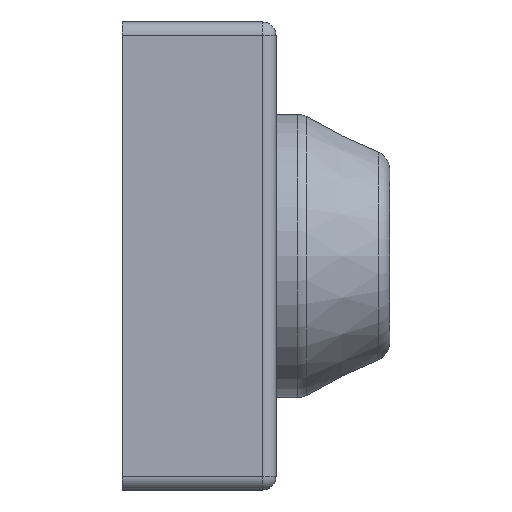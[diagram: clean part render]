
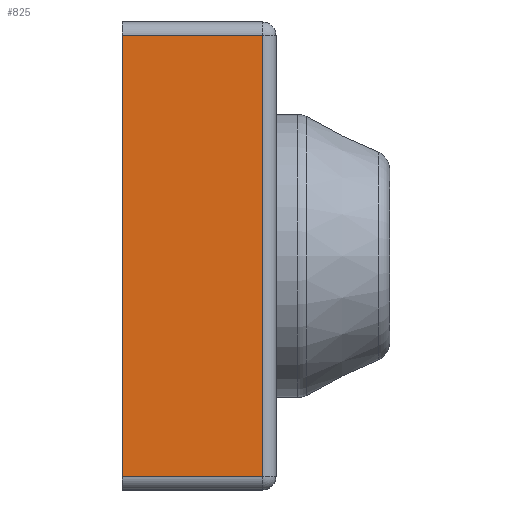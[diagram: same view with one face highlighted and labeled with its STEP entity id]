
A CAD part, left-side view. The second image highlights one B-rep face of the part: STEP entity #825.
In plain terms, the highlighted face is planar.
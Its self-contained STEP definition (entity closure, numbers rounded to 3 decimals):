
#87=PLANE('',#996);
#126=FACE_OUTER_BOUND('',#177,.T.);
#177=EDGE_LOOP('',(#617,#618,#619,#620));
#238=LINE('',#1470,#310);
#239=LINE('',#1472,#311);
#240=LINE('',#1474,#312);
#241=LINE('',#1475,#313);
#310=VECTOR('',#1158,1000.);
#311=VECTOR('',#1159,1000.);
#312=VECTOR('',#1160,1000.);
#313=VECTOR('',#1161,1000.);
#393=VERTEX_POINT('',#1468);
#394=VERTEX_POINT('',#1469);
#395=VERTEX_POINT('',#1471);
#396=VERTEX_POINT('',#1473);
#474=EDGE_CURVE('',#393,#394,#238,.T.);
#475=EDGE_CURVE('',#395,#394,#239,.T.);
#476=EDGE_CURVE('',#395,#396,#240,.T.);
#477=EDGE_CURVE('',#396,#393,#241,.T.);
#617=ORIENTED_EDGE('',*,*,#474,.T.);
#618=ORIENTED_EDGE('',*,*,#475,.F.);
#619=ORIENTED_EDGE('',*,*,#476,.T.);
#620=ORIENTED_EDGE('',*,*,#477,.T.);
#825=ADVANCED_FACE('',(#126),#87,.T.);
#996=AXIS2_PLACEMENT_3D('',#1467,#1156,#1157);
#1156=DIRECTION('center_axis',(0.,1.,0.));
#1157=DIRECTION('ref_axis',(0.,0.,1.));
#1158=DIRECTION('',(0.,0.,-1.));
#1159=DIRECTION('',(1.,0.,0.));
#1160=DIRECTION('',(0.,0.,1.));
#1161=DIRECTION('',(1.,0.,0.));
#1467=CARTESIAN_POINT('Origin',(7.314,8.3,-10.899));
#1468=CARTESIAN_POINT('',(7.114,8.3,1.3));
#1469=CARTESIAN_POINT('',(7.114,8.3,-0.8));
#1470=CARTESIAN_POINT('',(7.114,8.3,-10.899));
#1471=CARTESIAN_POINT('',(0.514,8.3,-0.8));
#1472=CARTESIAN_POINT('',(0.514,8.3,-0.8));
#1473=CARTESIAN_POINT('',(0.514,8.3,1.3));
#1474=CARTESIAN_POINT('',(0.514,8.3,-10.899));
#1475=CARTESIAN_POINT('',(7.314,8.3,1.3));
